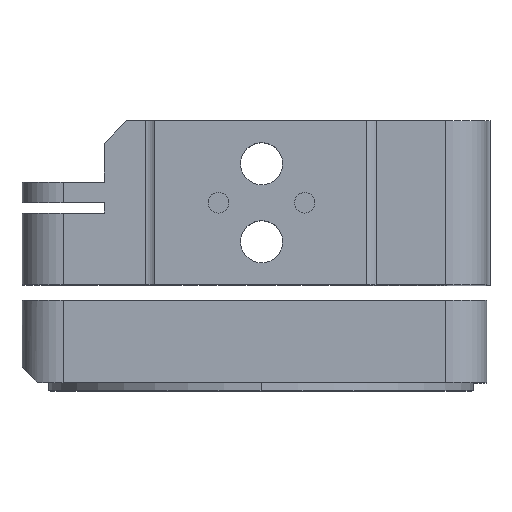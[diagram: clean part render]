
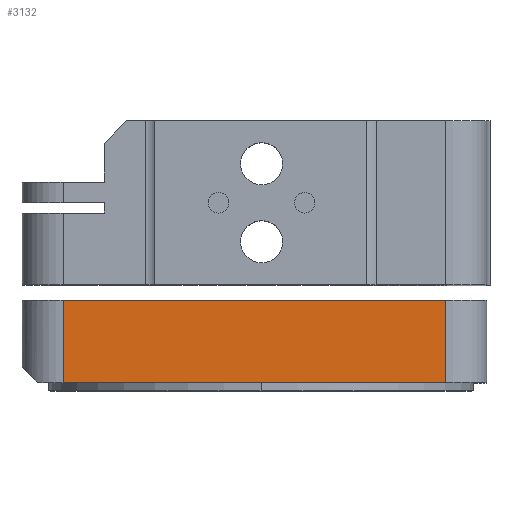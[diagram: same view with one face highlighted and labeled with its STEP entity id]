
A CAD part, top view. The second image highlights one B-rep face of the part: STEP entity #3132.
In plain terms, the highlighted planar face has unit normal (0, 0, 1).
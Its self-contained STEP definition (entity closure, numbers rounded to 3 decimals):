
#5 = DIRECTION ( 'NONE',  ( 1., 0., 0. ) ) ;
#107 = CARTESIAN_POINT ( 'NONE',  ( 109.185, 55.216, -0.3 ) ) ;
#383 = ORIENTED_EDGE ( 'NONE', *, *, #1265, .F. ) ;
#586 = CARTESIAN_POINT ( 'NONE',  ( 109.185, 47.216, -0.3 ) ) ;
#1169 = CARTESIAN_POINT ( 'NONE',  ( 146.485, 47.216, -0.3 ) ) ;
#1248 = ORIENTED_EDGE ( 'NONE', *, *, #1684, .T. ) ;
#1262 = VECTOR ( 'NONE', #5550, 1000. ) ;
#1265 = EDGE_CURVE ( 'NONE', #4340, #1492, #2899, .T. ) ;
#1355 = CARTESIAN_POINT ( 'NONE',  ( 146.485, 47.216, -0.3 ) ) ;
#1492 = VERTEX_POINT ( 'NONE', #5114 ) ;
#1684 = EDGE_CURVE ( 'NONE', #4340, #6168, #5591, .T. ) ;
#1770 = DIRECTION ( 'NONE',  ( 0., 0., 1. ) ) ;
#2353 = LINE ( 'NONE', #7541, #7519 ) ;
#2591 = CARTESIAN_POINT ( 'NONE',  ( 109.185, 47.216, -0.3 ) ) ;
#2747 = ORIENTED_EDGE ( 'NONE', *, *, #2926, .F. ) ;
#2869 = DIRECTION ( 'NONE',  ( 1., 0., 0. ) ) ;
#2899 = LINE ( 'NONE', #107, #5025 ) ;
#2926 = EDGE_CURVE ( 'NONE', #1492, #3169, #3395, .T. ) ;
#3132 = ADVANCED_FACE ( 'NONE', ( #4772 ), #5820, .T. ) ;
#3169 = VERTEX_POINT ( 'NONE', #1169 ) ;
#3395 = LINE ( 'NONE', #1355, #5689 ) ;
#3898 = EDGE_LOOP ( 'NONE', ( #7331, #2747, #383, #1248 ) ) ;
#3929 = AXIS2_PLACEMENT_3D ( 'NONE', #586, #1770, #5 ) ;
#4340 = VERTEX_POINT ( 'NONE', #5794 ) ;
#4772 = FACE_OUTER_BOUND ( 'NONE', #3898, .T. ) ;
#5025 = VECTOR ( 'NONE', #5358, 1000. ) ;
#5114 = CARTESIAN_POINT ( 'NONE',  ( 146.485, 55.216, -0.3 ) ) ;
#5358 = DIRECTION ( 'NONE',  ( 1., 0., 0. ) ) ;
#5550 = DIRECTION ( 'NONE',  ( 0., -1., 0. ) ) ;
#5569 = EDGE_CURVE ( 'NONE', #6168, #3169, #2353, .T. ) ;
#5591 = LINE ( 'NONE', #2591, #1262 ) ;
#5689 = VECTOR ( 'NONE', #6686, 1000. ) ;
#5794 = CARTESIAN_POINT ( 'NONE',  ( 109.185, 55.216, -0.3 ) ) ;
#5820 = PLANE ( 'NONE',  #3929 ) ;
#6168 = VERTEX_POINT ( 'NONE', #7282 ) ;
#6686 = DIRECTION ( 'NONE',  ( 0., -1., 0. ) ) ;
#7282 = CARTESIAN_POINT ( 'NONE',  ( 109.185, 47.216, -0.3 ) ) ;
#7331 = ORIENTED_EDGE ( 'NONE', *, *, #5569, .T. ) ;
#7519 = VECTOR ( 'NONE', #2869, 1000. ) ;
#7541 = CARTESIAN_POINT ( 'NONE',  ( 109.185, 47.216, -0.3 ) ) ;
